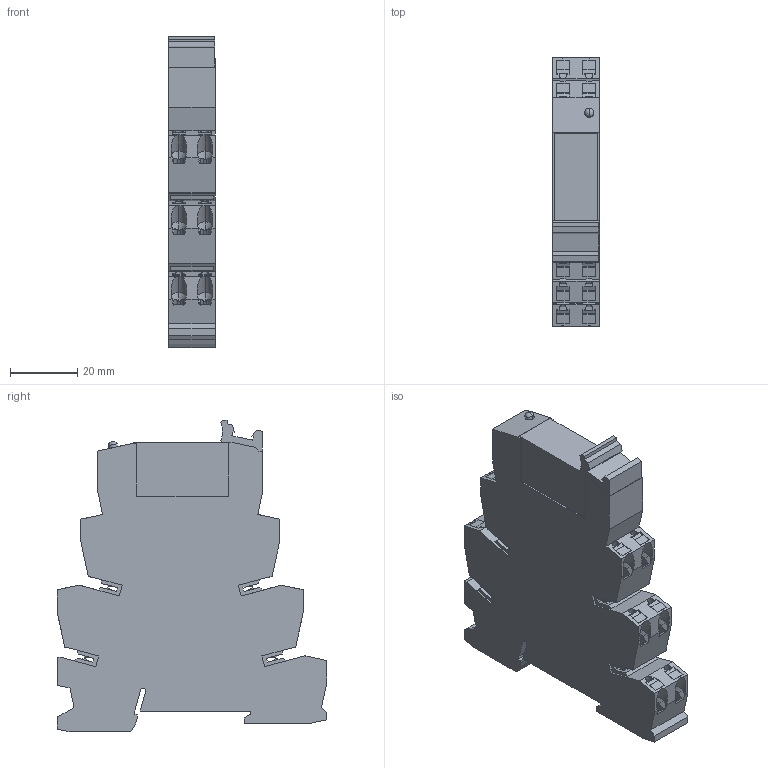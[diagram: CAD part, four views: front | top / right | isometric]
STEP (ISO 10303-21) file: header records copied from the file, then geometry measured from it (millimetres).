
FILE_DESCRIPTION(('Creo Elements/Direct Modeling STEP Export'),'2;1');
FILE_NAME('model.stp','2019-03-31T 3:25:58',(''),(''),'Creo Elements/Direct Modeling STEP processor for AP214 (Solid Model)','Creo Elements/Direct Modeling 20.1A 29-Sep-2018 (C) Parametric Technology GmbH','');
FILE_SCHEMA(('AUTOMOTIVE_DESIGN { 1 0 10303 214 1 1 1 1 }'));
Length unit declared in the file: millimetre
Products named in the file (3): PLC-BPT-14-ACT-Sockel-select; REL-MR-29x16x13-select; PLC_HRT_24DC_230AC_10-select
Assembly tree (2 placements, depth 2):
  PLC_HRT_24DC_230AC_10-select
    REL-MR-29x16x13-select
    PLC-BPT-14-ACT-Sockel-select
Bounding box: 13.9 x 80 x 92.6 mm (x, y, z)
Volume: 69118.3 mm3; surface area: 20802.2 mm2
Topology: 4 solids, 4 shells, 757 faces, 2070 edges, 1364 vertices
Faces by surface type: plane 659, cylinder 74, cone 20, extrusion 2, sphere 2
Entity records: 31101 total; most frequent: CARTESIAN_POINT 6741, ORIENTED_EDGE 4124, DIRECTION 3286, EDGE_CURVE 2062, VECTOR 1616, LINE 1613, VERTEX_POINT 1361, AXIS2_PLACEMENT_3D 835
